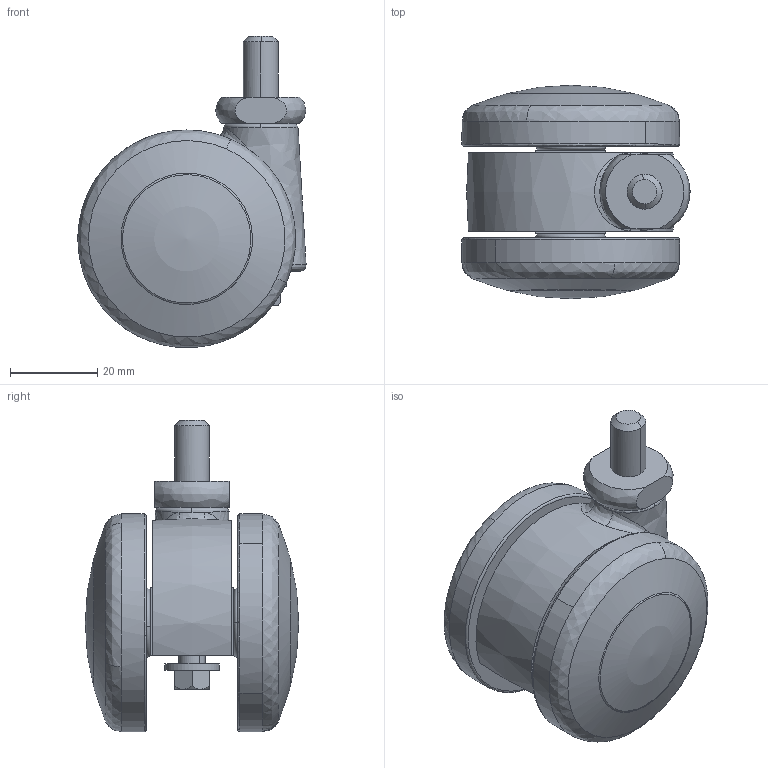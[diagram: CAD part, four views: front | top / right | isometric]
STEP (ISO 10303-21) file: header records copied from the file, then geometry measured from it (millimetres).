
FILE_DESCRIPTION((''),'2;1');
FILE_NAME('','2005-12-16T13:57:13',(''),(''),'','CADfix','');
FILE_SCHEMA(('AUTOMOTIVE_DESIGN'));
Length unit declared in the file: millimetre
Products named in the file (4): wheel; main shaft; body; TY50N8_11250_36
Assembly tree (4 placements, depth 2):
  TY50N8_11250_36
    wheel  x2
    main shaft
    body
Bounding box: 52.42 x 49 x 71.5 mm (x, y, z)
Volume: 63433.1 mm3; surface area: 25389 mm2
Topology: 4 solids, 4 shells, 124 faces, 379 edges, 273 vertices
Faces by surface type: bspline 124
Entity records: 5220 total; most frequent: CARTESIAN_POINT 3481, ORIENTED_EDGE 606, EDGE_CURVE 303, VERTEX_POINT 215, EDGE_LOOP 116, FACE_OUTER_BOUND 103, ADVANCED_FACE 103, QUASI_UNIFORM_CURVE 86
